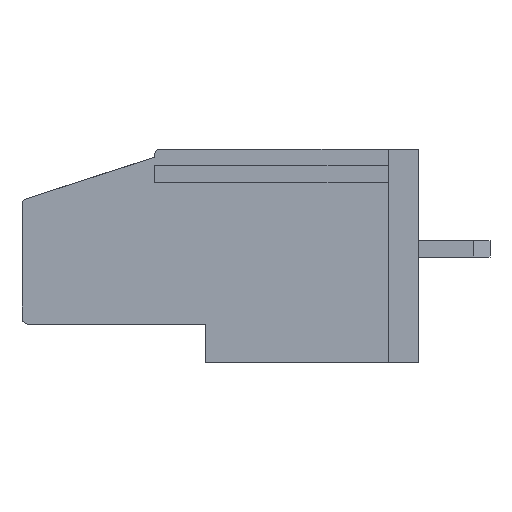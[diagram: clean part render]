
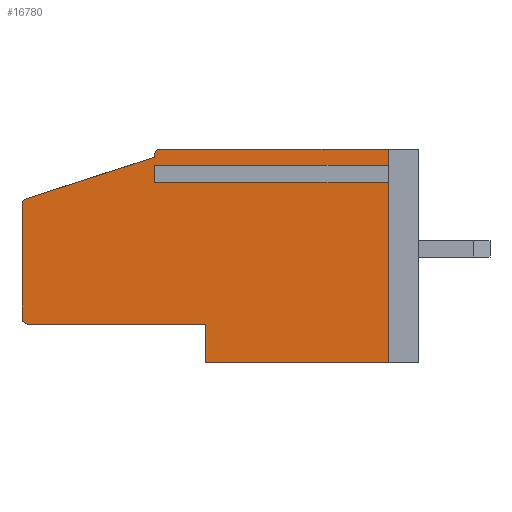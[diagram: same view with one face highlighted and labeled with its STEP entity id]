
A CAD part, left-side view. The second image highlights one B-rep face of the part: STEP entity #16780.
In plain terms, the highlighted planar face has unit normal (-1, 0, 0).
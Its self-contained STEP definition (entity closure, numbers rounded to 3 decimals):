
#472 = CARTESIAN_POINT ( 'NONE',  ( 0., 13., 9.098 ) ) ;
#1104 = CIRCLE ( 'NONE', #21628, 0.3 ) ;
#1235 = DIRECTION ( 'NONE',  ( 0., -1., 0. ) ) ;
#1448 = VERTEX_POINT ( 'NONE', #18248 ) ;
#1575 = CARTESIAN_POINT ( 'NONE',  ( 0., 19.5, 10.5 ) ) ;
#1890 = VERTEX_POINT ( 'NONE', #18816 ) ;
#1902 = VERTEX_POINT ( 'NONE', #14518 ) ;
#2135 = AXIS2_PLACEMENT_3D ( 'NONE', #27118, #20119, #6204 ) ;
#2243 = ORIENTED_EDGE ( 'NONE', *, *, #9787, .F. ) ;
#2419 = EDGE_CURVE ( 'NONE', #1448, #20736, #15354, .T. ) ;
#2604 = LINE ( 'NONE', #4903, #24376 ) ;
#3062 = DIRECTION ( 'NONE',  ( 0., 0., 1. ) ) ;
#3363 = CARTESIAN_POINT ( 'NONE',  ( 0., 19.5, 10.5 ) ) ;
#3404 = CARTESIAN_POINT ( 'NONE',  ( 0., 13., 10.1 ) ) ;
#3855 = CARTESIAN_POINT ( 'NONE',  ( 0., 19.2, 1.9 ) ) ;
#4867 = ORIENTED_EDGE ( 'NONE', *, *, #16616, .T. ) ;
#4884 = LINE ( 'NONE', #14219, #15587 ) ;
#4903 = CARTESIAN_POINT ( 'NONE',  ( 0., 13., 9.502 ) ) ;
#5206 = ORIENTED_EDGE ( 'NONE', *, *, #27826, .F. ) ;
#5260 = LINE ( 'NONE', #12310, #26939 ) ;
#5602 = CARTESIAN_POINT ( 'NONE',  ( 0., 19.5, 2.2 ) ) ;
#5635 = VECTOR ( 'NONE', #14391, 1000. ) ;
#5968 = ORIENTED_EDGE ( 'NONE', *, *, #21632, .T. ) ;
#6204 = DIRECTION ( 'NONE',  ( 0., 0., -1. ) ) ;
#6264 = VERTEX_POINT ( 'NONE', #30227 ) ;
#6520 = VECTOR ( 'NONE', #26710, 1000. ) ;
#6813 = DIRECTION ( 'NONE',  ( 0., -1., 0. ) ) ;
#7229 = LINE ( 'NONE', #14099, #12036 ) ;
#7325 = VERTEX_POINT ( 'NONE', #15543 ) ;
#7597 = CIRCLE ( 'NONE', #24579, 0.3 ) ;
#7618 = VERTEX_POINT ( 'NONE', #3404 ) ;
#7656 = ORIENTED_EDGE ( 'NONE', *, *, #8593, .T. ) ;
#7890 = ORIENTED_EDGE ( 'NONE', *, *, #27618, .F. ) ;
#7964 = LINE ( 'NONE', #3363, #13884 ) ;
#8134 = LINE ( 'NONE', #17425, #6520 ) ;
#8585 = VECTOR ( 'NONE', #29555, 1000. ) ;
#8593 = EDGE_CURVE ( 'NONE', #23582, #19343, #1104, .T. ) ;
#8720 = LINE ( 'NONE', #18001, #11018 ) ;
#9231 = LINE ( 'NONE', #472, #5635 ) ;
#9257 = FACE_OUTER_BOUND ( 'NONE', #18216, .T. ) ;
#9650 = DIRECTION ( 'NONE',  ( 0., 0., -1. ) ) ;
#9727 = VERTEX_POINT ( 'NONE', #5602 ) ;
#9787 = EDGE_CURVE ( 'NONE', #23582, #1448, #19653, .T. ) ;
#9962 = DIRECTION ( 'NONE',  ( 0., 0., 1. ) ) ;
#10033 = CARTESIAN_POINT ( 'NONE',  ( 0., 12.7, 10.5 ) ) ;
#11018 = VECTOR ( 'NONE', #15256, 1000. ) ;
#11212 = PLANE ( 'NONE',  #27058 ) ;
#11908 = ORIENTED_EDGE ( 'NONE', *, *, #20546, .F. ) ;
#12036 = VECTOR ( 'NONE', #9962, 1000. ) ;
#12310 = CARTESIAN_POINT ( 'NONE',  ( 0., 19.5, 1.9 ) ) ;
#12346 = EDGE_CURVE ( 'NONE', #1902, #7618, #8134, .T. ) ;
#12532 = DIRECTION ( 'NONE',  ( -1., 0., 0. ) ) ;
#12593 = DIRECTION ( 'NONE',  ( 0., 1., 0. ) ) ;
#13000 = CARTESIAN_POINT ( 'NONE',  ( 0., 19.5, 0. ) ) ;
#13349 = CARTESIAN_POINT ( 'NONE',  ( 0., 13., 9.502 ) ) ;
#13884 = VECTOR ( 'NONE', #3062, 1000. ) ;
#14099 = CARTESIAN_POINT ( 'NONE',  ( 0., 10.5, 1.9 ) ) ;
#14219 = CARTESIAN_POINT ( 'NONE',  ( 0., 1.5, 10.5 ) ) ;
#14391 = DIRECTION ( 'NONE',  ( 0., -1., 0. ) ) ;
#14437 = CARTESIAN_POINT ( 'NONE',  ( 0., 19.5, 7.782 ) ) ;
#14518 = CARTESIAN_POINT ( 'NONE',  ( 0., 19.292, 8.067 ) ) ;
#14928 = ORIENTED_EDGE ( 'NONE', *, *, #2419, .F. ) ;
#15256 = DIRECTION ( 'NONE',  ( 0., 0., 1. ) ) ;
#15354 = LINE ( 'NONE', #24620, #22426 ) ;
#15543 = CARTESIAN_POINT ( 'NONE',  ( 0., 1.5, 0. ) ) ;
#15587 = VECTOR ( 'NONE', #18943, 1000. ) ;
#15938 = EDGE_CURVE ( 'NONE', #7618, #19343, #8720, .T. ) ;
#16098 = CARTESIAN_POINT ( 'NONE',  ( 0., 19.5, 10.5 ) ) ;
#16616 = EDGE_CURVE ( 'NONE', #1902, #24397, #7597, .T. ) ;
#16780 = ADVANCED_FACE ( 'NONE', ( #9257 ), #11212, .F. ) ;
#16819 = VECTOR ( 'NONE', #1235, 1000. ) ;
#17401 = EDGE_CURVE ( 'NONE', #6264, #7325, #19891, .T. ) ;
#17425 = CARTESIAN_POINT ( 'NONE',  ( 0., 19.5, 8. ) ) ;
#18001 = CARTESIAN_POINT ( 'NONE',  ( 0., 13., 10.1 ) ) ;
#18216 = EDGE_LOOP ( 'NONE', ( #18772, #23599, #11908, #24903, #29125, #18968, #5206, #7890, #5968, #14928, #2243, #7656, #22428, #19267, #4867 ) ) ;
#18248 = CARTESIAN_POINT ( 'NONE',  ( 0., 1.5, 10.5 ) ) ;
#18285 = EDGE_CURVE ( 'NONE', #19962, #7325, #4884, .T. ) ;
#18565 = CARTESIAN_POINT ( 'NONE',  ( 0., 13., 9.098 ) ) ;
#18743 = VERTEX_POINT ( 'NONE', #3855 ) ;
#18772 = ORIENTED_EDGE ( 'NONE', *, *, #19606, .F. ) ;
#18816 = CARTESIAN_POINT ( 'NONE',  ( 0., 13., 9.502 ) ) ;
#18943 = DIRECTION ( 'NONE',  ( 0., 0., -1. ) ) ;
#18968 = ORIENTED_EDGE ( 'NONE', *, *, #18285, .F. ) ;
#19049 = EDGE_CURVE ( 'NONE', #9727, #18743, #22132, .T. ) ;
#19267 = ORIENTED_EDGE ( 'NONE', *, *, #12346, .F. ) ;
#19343 = VERTEX_POINT ( 'NONE', #26439 ) ;
#19606 = EDGE_CURVE ( 'NONE', #9727, #24397, #7964, .T. ) ;
#19653 = LINE ( 'NONE', #1575, #8585 ) ;
#19868 = CARTESIAN_POINT ( 'NONE',  ( 0., 10.5, 1.9 ) ) ;
#19891 = LINE ( 'NONE', #13000, #16819 ) ;
#19962 = VERTEX_POINT ( 'NONE', #24142 ) ;
#20119 = DIRECTION ( 'NONE',  ( -1., 0., 0. ) ) ;
#20159 = CARTESIAN_POINT ( 'NONE',  ( 0., 12.7, 10.2 ) ) ;
#20513 = DIRECTION ( 'NONE',  ( 1., 0., 0. ) ) ;
#20546 = EDGE_CURVE ( 'NONE', #21860, #18743, #5260, .T. ) ;
#20736 = VERTEX_POINT ( 'NONE', #21779 ) ;
#20961 = DIRECTION ( 'NONE',  ( 0., 0., -1. ) ) ;
#21628 = AXIS2_PLACEMENT_3D ( 'NONE', #20159, #27153, #27477 ) ;
#21632 = EDGE_CURVE ( 'NONE', #1890, #20736, #29864, .T. ) ;
#21779 = CARTESIAN_POINT ( 'NONE',  ( 0., 1.5, 9.502 ) ) ;
#21860 = VERTEX_POINT ( 'NONE', #19868 ) ;
#22132 = CIRCLE ( 'NONE', #2135, 0.3 ) ;
#22426 = VECTOR ( 'NONE', #26948, 1000. ) ;
#22428 = ORIENTED_EDGE ( 'NONE', *, *, #15938, .F. ) ;
#23582 = VERTEX_POINT ( 'NONE', #10033 ) ;
#23599 = ORIENTED_EDGE ( 'NONE', *, *, #19049, .T. ) ;
#24142 = CARTESIAN_POINT ( 'NONE',  ( 0., 1.5, 9.098 ) ) ;
#24376 = VECTOR ( 'NONE', #20961, 1000. ) ;
#24397 = VERTEX_POINT ( 'NONE', #14437 ) ;
#24579 = AXIS2_PLACEMENT_3D ( 'NONE', #26389, #12532, #9650 ) ;
#24620 = CARTESIAN_POINT ( 'NONE',  ( 0., 1.5, 10.5 ) ) ;
#24790 = VECTOR ( 'NONE', #6813, 1000. ) ;
#24903 = ORIENTED_EDGE ( 'NONE', *, *, #25736, .F. ) ;
#25736 = EDGE_CURVE ( 'NONE', #6264, #21860, #7229, .T. ) ;
#26389 = CARTESIAN_POINT ( 'NONE',  ( 0., 19.2, 7.782 ) ) ;
#26439 = CARTESIAN_POINT ( 'NONE',  ( 0., 13., 10.2 ) ) ;
#26710 = DIRECTION ( 'NONE',  ( 0., -0.952, 0.307 ) ) ;
#26939 = VECTOR ( 'NONE', #12593, 1000. ) ;
#26948 = DIRECTION ( 'NONE',  ( 0., 0., -1. ) ) ;
#27058 = AXIS2_PLACEMENT_3D ( 'NONE', #16098, #20513, #27867 ) ;
#27118 = CARTESIAN_POINT ( 'NONE',  ( 0., 19.2, 2.2 ) ) ;
#27153 = DIRECTION ( 'NONE',  ( -1., 0., 0. ) ) ;
#27477 = DIRECTION ( 'NONE',  ( 0., 0., -1. ) ) ;
#27618 = EDGE_CURVE ( 'NONE', #1890, #29055, #2604, .T. ) ;
#27826 = EDGE_CURVE ( 'NONE', #29055, #19962, #9231, .T. ) ;
#27867 = DIRECTION ( 'NONE',  ( 0., 0., -1. ) ) ;
#29055 = VERTEX_POINT ( 'NONE', #18565 ) ;
#29125 = ORIENTED_EDGE ( 'NONE', *, *, #17401, .T. ) ;
#29555 = DIRECTION ( 'NONE',  ( 0., -1., 0. ) ) ;
#29864 = LINE ( 'NONE', #13349, #24790 ) ;
#30227 = CARTESIAN_POINT ( 'NONE',  ( 0., 10.5, 0. ) ) ;
